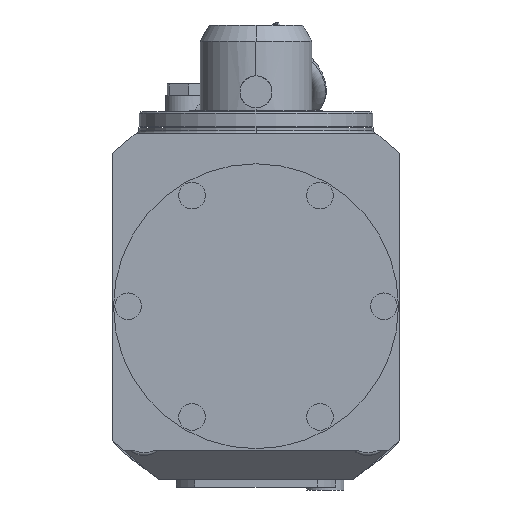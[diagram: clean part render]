
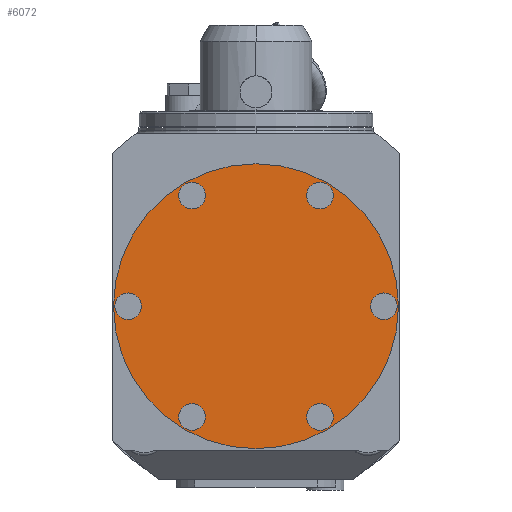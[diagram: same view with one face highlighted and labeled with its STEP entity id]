
A CAD part, left-side view. The second image highlights one B-rep face of the part: STEP entity #6072.
In plain terms, the highlighted planar face has unit normal (-1, 0, 0).
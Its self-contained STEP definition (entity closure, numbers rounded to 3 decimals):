
#684=CARTESIAN_POINT('',(-138.,0.,0.));
#685=DIRECTION('',(-1.,0.,0.));
#686=DIRECTION('',(0.,0.,1.));
#687=AXIS2_PLACEMENT_3D('',#684,#685,#686);
#693=CARTESIAN_POINT('',(-138.,0.,0.));
#694=DIRECTION('',(1.,0.,0.));
#695=DIRECTION('',(0.,0.,1.));
#696=AXIS2_PLACEMENT_3D('',#693,#694,#695);
#702=CARTESIAN_POINT('',(-138.,-24.,41.569));
#703=DIRECTION('',(1.,0.,0.));
#704=DIRECTION('',(0.,0.,1.));
#705=AXIS2_PLACEMENT_3D('',#702,#703,#704);
#707=CARTESIAN_POINT('',(-138.,-24.,41.569));
#708=DIRECTION('',(1.,0.,0.));
#709=DIRECTION('',(0.,0.,-1.));
#710=AXIS2_PLACEMENT_3D('',#707,#708,#709);
#712=CARTESIAN_POINT('',(-138.,24.,41.569));
#713=DIRECTION('',(1.,0.,0.));
#714=DIRECTION('',(0.,0.,1.));
#715=AXIS2_PLACEMENT_3D('',#712,#713,#714);
#717=CARTESIAN_POINT('',(-138.,24.,41.569));
#718=DIRECTION('',(1.,0.,0.));
#719=DIRECTION('',(0.,0.,-1.));
#720=AXIS2_PLACEMENT_3D('',#717,#718,#719);
#722=CARTESIAN_POINT('',(-138.,48.,0.));
#723=DIRECTION('',(1.,0.,0.));
#724=DIRECTION('',(0.,0.,1.));
#725=AXIS2_PLACEMENT_3D('',#722,#723,#724);
#727=CARTESIAN_POINT('',(-138.,48.,0.));
#728=DIRECTION('',(1.,0.,0.));
#729=DIRECTION('',(0.,0.,-1.));
#730=AXIS2_PLACEMENT_3D('',#727,#728,#729);
#732=CARTESIAN_POINT('',(-138.,24.,-41.569));
#733=DIRECTION('',(1.,0.,0.));
#734=DIRECTION('',(0.,0.,1.));
#735=AXIS2_PLACEMENT_3D('',#732,#733,#734);
#737=CARTESIAN_POINT('',(-138.,24.,-41.569));
#738=DIRECTION('',(1.,0.,0.));
#739=DIRECTION('',(0.,0.,-1.));
#740=AXIS2_PLACEMENT_3D('',#737,#738,#739);
#742=CARTESIAN_POINT('',(-138.,-24.,-41.569));
#743=DIRECTION('',(1.,0.,0.));
#744=DIRECTION('',(0.,0.,1.));
#745=AXIS2_PLACEMENT_3D('',#742,#743,#744);
#747=CARTESIAN_POINT('',(-138.,-24.,-41.569));
#748=DIRECTION('',(1.,0.,0.));
#749=DIRECTION('',(0.,0.,-1.));
#750=AXIS2_PLACEMENT_3D('',#747,#748,#749);
#752=CARTESIAN_POINT('',(-138.,-48.,0.));
#753=DIRECTION('',(1.,0.,0.));
#754=DIRECTION('',(0.,0.,1.));
#755=AXIS2_PLACEMENT_3D('',#752,#753,#754);
#757=CARTESIAN_POINT('',(-138.,-48.,0.));
#758=DIRECTION('',(1.,0.,0.));
#759=DIRECTION('',(0.,0.,-1.));
#760=AXIS2_PLACEMENT_3D('',#757,#758,#759);
#4984=CARTESIAN_POINT('',(-138.,0.,53.5));
#4985=CARTESIAN_POINT('',(-138.,0.,-53.5));
#4986=VERTEX_POINT('',#4984);
#4987=VERTEX_POINT('',#4985);
#4996=CARTESIAN_POINT('',(-138.,-24.,46.569));
#4997=CARTESIAN_POINT('',(-138.,-24.,36.569));
#4998=VERTEX_POINT('',#4996);
#4999=VERTEX_POINT('',#4997);
#5004=CARTESIAN_POINT('',(-138.,24.,46.569));
#5005=CARTESIAN_POINT('',(-138.,24.,36.569));
#5006=VERTEX_POINT('',#5004);
#5007=VERTEX_POINT('',#5005);
#5012=CARTESIAN_POINT('',(-138.,48.,5.));
#5013=CARTESIAN_POINT('',(-138.,48.,-5.));
#5014=VERTEX_POINT('',#5012);
#5015=VERTEX_POINT('',#5013);
#5020=CARTESIAN_POINT('',(-138.,24.,-36.569));
#5021=CARTESIAN_POINT('',(-138.,24.,-46.569));
#5022=VERTEX_POINT('',#5020);
#5023=VERTEX_POINT('',#5021);
#5028=CARTESIAN_POINT('',(-138.,-24.,-36.569));
#5029=CARTESIAN_POINT('',(-138.,-24.,-46.569));
#5030=VERTEX_POINT('',#5028);
#5031=VERTEX_POINT('',#5029);
#5036=CARTESIAN_POINT('',(-138.,-48.,5.));
#5037=CARTESIAN_POINT('',(-138.,-48.,-5.));
#5038=VERTEX_POINT('',#5036);
#5039=VERTEX_POINT('',#5037);
#6027=CARTESIAN_POINT('',(-138.,0.,0.));
#6028=DIRECTION('',(-1.,0.,0.));
#6029=DIRECTION('',(0.,0.,-1.));
#6030=AXIS2_PLACEMENT_3D('',#6027,#6028,#6029);
#6031=PLANE('',#6030);
#6032=ORIENTED_EDGE('',*,*,#6021,.T.);
#6033=ORIENTED_EDGE('',*,*,#6007,.F.);
#6034=EDGE_LOOP('',(#6032,#6033));
#6035=FACE_OUTER_BOUND('',#6034,.F.);
#6037=ORIENTED_EDGE('',*,*,#6036,.F.);
#6039=ORIENTED_EDGE('',*,*,#6038,.F.);
#6040=EDGE_LOOP('',(#6037,#6039));
#6041=FACE_BOUND('',#6040,.F.);
#6043=ORIENTED_EDGE('',*,*,#6042,.F.);
#6045=ORIENTED_EDGE('',*,*,#6044,.F.);
#6046=EDGE_LOOP('',(#6043,#6045));
#6047=FACE_BOUND('',#6046,.F.);
#6049=ORIENTED_EDGE('',*,*,#6048,.F.);
#6051=ORIENTED_EDGE('',*,*,#6050,.F.);
#6052=EDGE_LOOP('',(#6049,#6051));
#6053=FACE_BOUND('',#6052,.F.);
#6055=ORIENTED_EDGE('',*,*,#6054,.F.);
#6057=ORIENTED_EDGE('',*,*,#6056,.F.);
#6058=EDGE_LOOP('',(#6055,#6057));
#6059=FACE_BOUND('',#6058,.F.);
#6061=ORIENTED_EDGE('',*,*,#6060,.F.);
#6063=ORIENTED_EDGE('',*,*,#6062,.F.);
#6064=EDGE_LOOP('',(#6061,#6063));
#6065=FACE_BOUND('',#6064,.F.);
#6067=ORIENTED_EDGE('',*,*,#6066,.F.);
#6069=ORIENTED_EDGE('',*,*,#6068,.F.);
#6070=EDGE_LOOP('',(#6067,#6069));
#6071=FACE_BOUND('',#6070,.F.);
#6072=ADVANCED_FACE('',(#6035,#6041,#6047,#6053,#6059,#6065,#6071),#6031,.T.);
#688=CIRCLE('',#687,53.5);
#697=CIRCLE('',#696,53.5);
#706=CIRCLE('',#705,5.);
#711=CIRCLE('',#710,5.);
#716=CIRCLE('',#715,5.);
#721=CIRCLE('',#720,5.);
#726=CIRCLE('',#725,5.);
#731=CIRCLE('',#730,5.);
#736=CIRCLE('',#735,5.);
#741=CIRCLE('',#740,5.);
#746=CIRCLE('',#745,5.);
#751=CIRCLE('',#750,5.);
#756=CIRCLE('',#755,5.);
#761=CIRCLE('',#760,5.);
#6007=EDGE_CURVE('',#4986,#4987,#688,.T.);
#6021=EDGE_CURVE('',#4986,#4987,#697,.T.);
#6036=EDGE_CURVE('',#4998,#4999,#706,.T.);
#6038=EDGE_CURVE('',#4999,#4998,#711,.T.);
#6042=EDGE_CURVE('',#5006,#5007,#716,.T.);
#6044=EDGE_CURVE('',#5007,#5006,#721,.T.);
#6048=EDGE_CURVE('',#5014,#5015,#726,.T.);
#6050=EDGE_CURVE('',#5015,#5014,#731,.T.);
#6054=EDGE_CURVE('',#5022,#5023,#736,.T.);
#6056=EDGE_CURVE('',#5023,#5022,#741,.T.);
#6060=EDGE_CURVE('',#5030,#5031,#746,.T.);
#6062=EDGE_CURVE('',#5031,#5030,#751,.T.);
#6066=EDGE_CURVE('',#5038,#5039,#756,.T.);
#6068=EDGE_CURVE('',#5039,#5038,#761,.T.);
